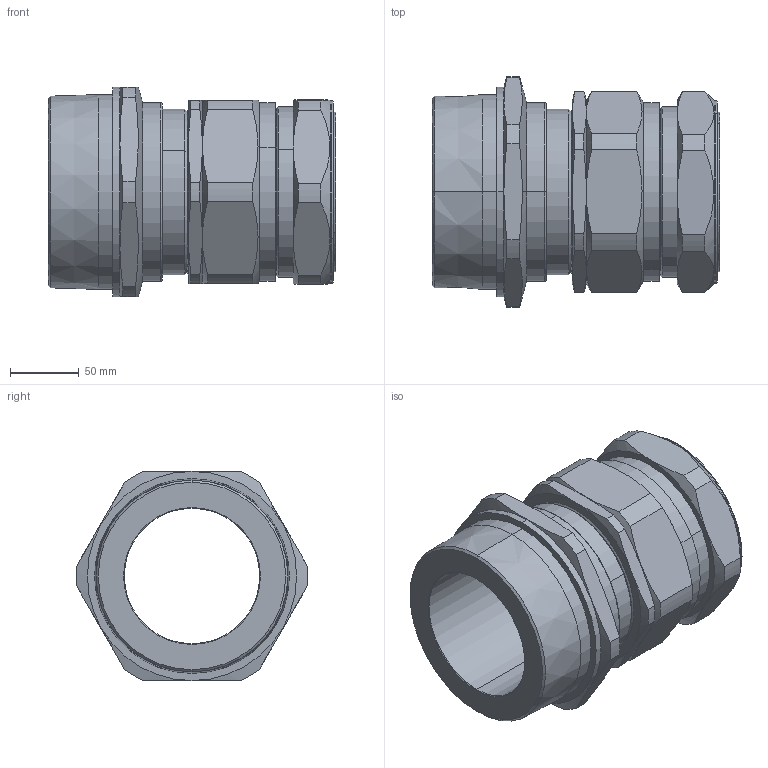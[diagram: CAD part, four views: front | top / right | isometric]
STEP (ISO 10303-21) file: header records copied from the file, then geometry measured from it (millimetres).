
FILE_DESCRIPTION (( 'STEP AP203' ), '1' );
FILE_NAME ('115E%1RA0312.STEP', '2021-04-21T12:47:43', ( '' ), ( '' ), 'SwSTEP 2.0', 'SolidWorks 2017', '' );
FILE_SCHEMA (( 'CONFIG_CONTROL_DESIGN' ));
Length unit declared in the file: millimetre
Products named in the file (1): 115E%1RA0312
Bounding box: 209.1 x 167.67 x 152.5 mm (x, y, z)
Volume: 1275598 mm3; surface area: 195327 mm2
Topology: 1 solids, 1 shells, 151 faces, 368 edges, 228 vertices
Faces by surface type: cone 48, cylinder 48, plane 47, torus 8
Entity records: 4953 total; most frequent: CARTESIAN_POINT 1340, DIRECTION 762, ORIENTED_EDGE 736, EDGE_CURVE 368, AXIS2_PLACEMENT_3D 318, VERTEX_POINT 228, CIRCLE 166, EDGE_LOOP 162
